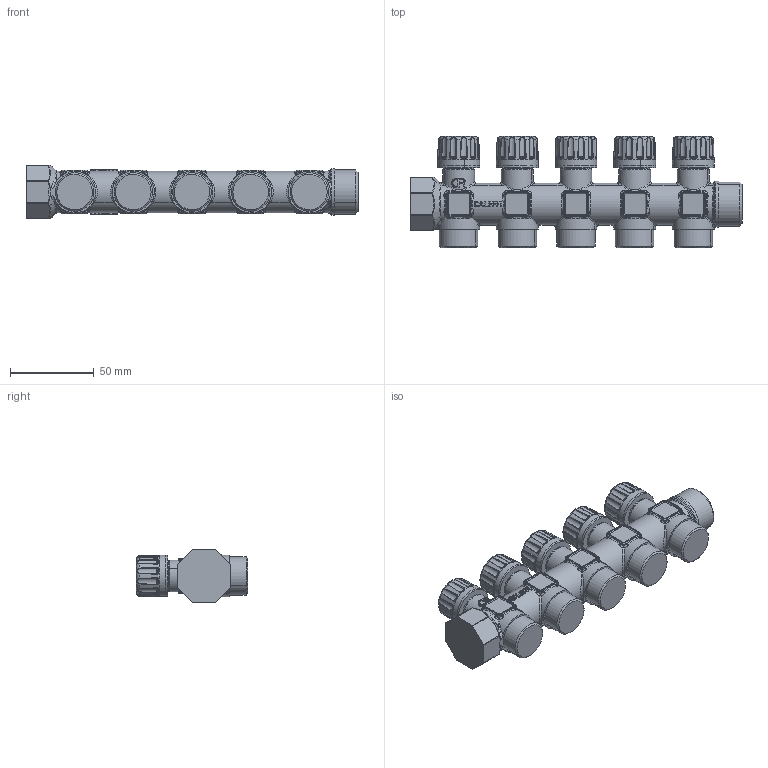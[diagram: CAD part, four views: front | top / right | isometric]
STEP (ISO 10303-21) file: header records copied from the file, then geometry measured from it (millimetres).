
FILE_DESCRIPTION(('CATIA V5 STEP Exchange'),'2;1');
FILE_NAME('STEP_354055_-_TST.stp','2017-03-28T06:01:12+00:00',('none'),('none'),'CATIA Version 5-6 Release 2014 SP5','CATIA V5 STEP AP203','none');
FILE_SCHEMA(('CONFIG_CONTROL_DESIGN'));
Products named in the file (1): 354055 - TST
Bounding box: 198 x 66.41 x 32 mm (x, y, z)
Volume: 195969.6 mm3; surface area: 37632.5 mm2
Topology: 1 solids, 1 shells, 2262 faces, 5348 edges, 3089 vertices
Faces by surface type: bspline 885, cylinder 414, torus 307, plane 265, cone 169, sphere 82, extrusion 80, revolution 60
Entity records: 113370 total; most frequent: CARTESIAN_POINT 72844, ORIENTED_EDGE 10592, EDGE_CURVE 5296, DIRECTION 4074, VERTEX_POINT 3089, B_SPLINE_CURVE_WITH_KNOTS 3016, EDGE_LOOP 2315, ADVANCED_FACE 2262
